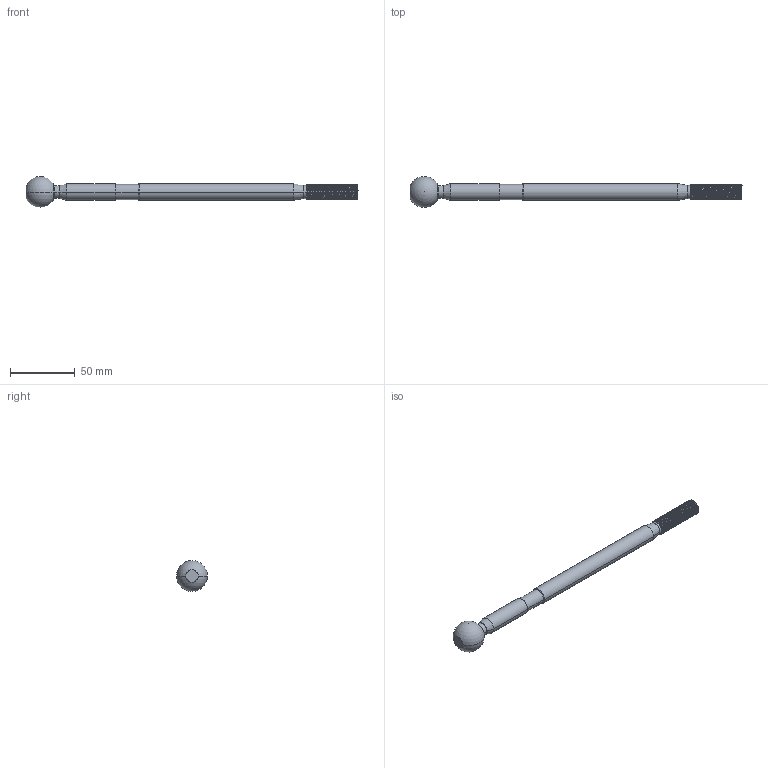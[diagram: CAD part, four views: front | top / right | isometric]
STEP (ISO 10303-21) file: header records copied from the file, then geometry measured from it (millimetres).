
FILE_DESCRIPTION (( 'STEP AP203' ), '1' );
FILE_NAME ('ROTUYN TRONG_Default_sldprt.STEP', '2022-11-12T10:58:28', ( 'Lenovo' ), ( '' ), 'SwSTEP 2.0', 'SolidWorks 2021', '' );
FILE_SCHEMA (( 'CONFIG_CONTROL_DESIGN' ));
Length unit declared in the file: millimetre
Products named in the file (1): ROTUYN TRONG_Default_sldprt
Bounding box: 257 x 24 x 24 mm (x, y, z)
Volume: 35843.6 mm3; surface area: 12158.4 mm2
Topology: 1 solids, 1 shells, 98 faces, 265 edges, 171 vertices
Faces by surface type: cylinder 76, torus 8, plane 6, cone 4, sphere 2, bspline 2
Entity records: 6460 total; most frequent: CARTESIAN_POINT 4317, ORIENTED_EDGE 520, DIRECTION 365, EDGE_CURVE 260, VERTEX_POINT 168, AXIS2_PLACEMENT_3D 143, EDGE_LOOP 102, ADVANCED_FACE 98
